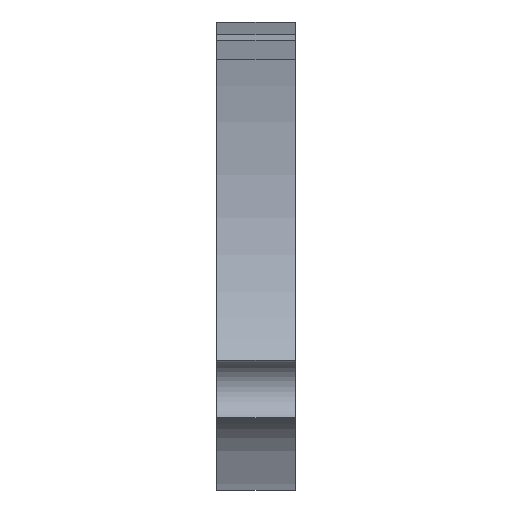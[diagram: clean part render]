
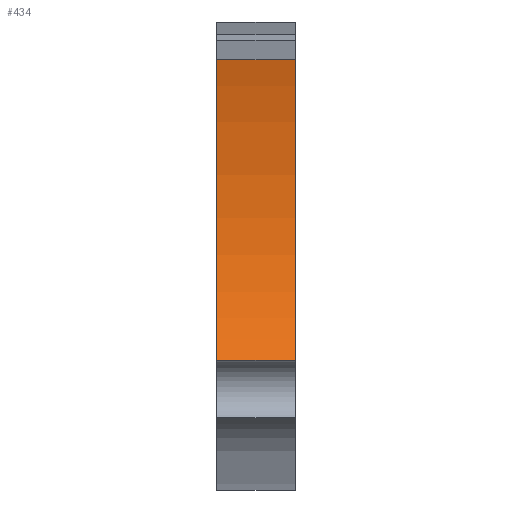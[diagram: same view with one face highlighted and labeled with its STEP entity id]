
A CAD part, front view. The second image highlights one B-rep face of the part: STEP entity #434.
In plain terms, the highlighted free-form (B-spline) face has degree [3, 1] with [9, 2] control points.
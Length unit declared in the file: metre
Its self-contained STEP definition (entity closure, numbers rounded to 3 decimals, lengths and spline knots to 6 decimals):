
#20=B_SPLINE_SURFACE_WITH_KNOTS('',3,1,((#874,#875),(#876,#877),(#878,#879),
(#880,#881),(#882,#883),(#884,#885),(#886,#887),(#888,#889),(#890,#891)),
 .UNSPECIFIED.,.F.,.F.,.F.,(4,1,1,1,1,1,4),(2,2),(0.005078,0.012394,
0.019709,0.03434,0.063603,0.092866,
0.122128),(0.,0.48),.UNSPECIFIED.);
#31=B_SPLINE_CURVE_WITH_KNOTS('',3,(#616,#617,#618,#619,#620,#621,#622,
#623,#624),.UNSPECIFIED.,.F.,.F.,(4,1,1,1,1,1,4),(0.005078,0.012394,
0.019709,0.03434,0.063603,0.092866,
0.122128),.UNSPECIFIED.);
#41=B_SPLINE_CURVE_WITH_KNOTS('',3,(#824,#825,#826,#827,#828,#829,#830,
#831,#832),.UNSPECIFIED.,.F.,.F.,(4,1,1,1,1,1,4),(0.005078,0.012394,
0.019709,0.03434,0.063603,0.092866,
0.122128),.UNSPECIFIED.);
#70=FACE_OUTER_BOUND('',#95,.T.);
#95=EDGE_LOOP('',(#388,#389,#390,#391));
#111=LINE('',#573,#146);
#142=LINE('',#873,#177);
#146=VECTOR('',#484,1.);
#177=VECTOR('',#561,1.);
#181=VERTEX_POINT('',#571);
#182=VERTEX_POINT('',#572);
#194=VERTEX_POINT('',#615);
#219=VERTEX_POINT('',#819);
#223=EDGE_CURVE('',#181,#182,#111,.T.);
#236=EDGE_CURVE('',#181,#194,#31,.T.);
#277=EDGE_CURVE('',#182,#219,#41,.T.);
#282=EDGE_CURVE('',#194,#219,#142,.T.);
#388=ORIENTED_EDGE('',*,*,#223,.T.);
#389=ORIENTED_EDGE('',*,*,#277,.T.);
#390=ORIENTED_EDGE('',*,*,#282,.F.);
#391=ORIENTED_EDGE('',*,*,#236,.F.);
#434=ADVANCED_FACE('',(#70),#20,.F.);
#484=DIRECTION('',(1.,0.,0.));
#561=DIRECTION('',(1.,0.,0.));
#571=CARTESIAN_POINT('',(0.023,-0.113765,0.006084));
#572=CARTESIAN_POINT('',(0.027,-0.113765,0.006084));
#573=CARTESIAN_POINT('',(-0.626002,-0.113765,0.006084));
#615=CARTESIAN_POINT('',(0.023,-0.069196,0.021376));
#616=CARTESIAN_POINT('Ctrl Pts',(0.023,-0.113765,
0.006084));
#617=CARTESIAN_POINT('Ctrl Pts',(0.023,-0.113441,
0.00662));
#618=CARTESIAN_POINT('Ctrl Pts',(0.023,-0.112578,
0.007673));
#619=CARTESIAN_POINT('Ctrl Pts',(0.023,-0.110465,
0.009612));
#620=CARTESIAN_POINT('Ctrl Pts',(0.023,-0.105609,
0.012756));
#621=CARTESIAN_POINT('Ctrl Pts',(0.023,-0.096621,
0.016319));
#622=CARTESIAN_POINT('Ctrl Pts',(0.023,-0.083739,
0.019413));
#623=CARTESIAN_POINT('Ctrl Pts',(0.023,-0.074166,
0.020815));
#624=CARTESIAN_POINT('Ctrl Pts',(0.023,-0.069196,
0.021376));
#819=CARTESIAN_POINT('',(0.027,-0.069196,0.021376));
#824=CARTESIAN_POINT('Ctrl Pts',(0.027,-0.113765,0.006084));
#825=CARTESIAN_POINT('Ctrl Pts',(0.027,-0.113441,0.00662));
#826=CARTESIAN_POINT('Ctrl Pts',(0.027,-0.112578,0.007673));
#827=CARTESIAN_POINT('Ctrl Pts',(0.027,-0.110465,0.009612));
#828=CARTESIAN_POINT('Ctrl Pts',(0.027,-0.105609,0.012756));
#829=CARTESIAN_POINT('Ctrl Pts',(0.027,-0.096621,0.016319));
#830=CARTESIAN_POINT('Ctrl Pts',(0.027,-0.083739,0.019413));
#831=CARTESIAN_POINT('Ctrl Pts',(0.027,-0.074166,0.020815));
#832=CARTESIAN_POINT('Ctrl Pts',(0.027,-0.069196,0.021376));
#873=CARTESIAN_POINT('',(-0.626002,-0.069196,0.021376));
#874=CARTESIAN_POINT('Ctrl Pts',(0.023,-0.113765,
0.006084));
#875=CARTESIAN_POINT('Ctrl Pts',(0.0278,-0.113765,0.006084));
#876=CARTESIAN_POINT('Ctrl Pts',(0.023,-0.113441,
0.00662));
#877=CARTESIAN_POINT('Ctrl Pts',(0.0278,-0.113441,0.00662));
#878=CARTESIAN_POINT('Ctrl Pts',(0.023,-0.112578,
0.007673));
#879=CARTESIAN_POINT('Ctrl Pts',(0.0278,-0.112578,0.007673));
#880=CARTESIAN_POINT('Ctrl Pts',(0.023,-0.110465,
0.009612));
#881=CARTESIAN_POINT('Ctrl Pts',(0.0278,-0.110465,0.009612));
#882=CARTESIAN_POINT('Ctrl Pts',(0.023,-0.105609,
0.012756));
#883=CARTESIAN_POINT('Ctrl Pts',(0.0278,-0.105609,0.012756));
#884=CARTESIAN_POINT('Ctrl Pts',(0.023,-0.096621,
0.016319));
#885=CARTESIAN_POINT('Ctrl Pts',(0.0278,-0.096621,0.016319));
#886=CARTESIAN_POINT('Ctrl Pts',(0.023,-0.083739,
0.019413));
#887=CARTESIAN_POINT('Ctrl Pts',(0.0278,-0.083739,0.019413));
#888=CARTESIAN_POINT('Ctrl Pts',(0.023,-0.074166,
0.020815));
#889=CARTESIAN_POINT('Ctrl Pts',(0.0278,-0.074166,0.020815));
#890=CARTESIAN_POINT('Ctrl Pts',(0.023,-0.069196,
0.021376));
#891=CARTESIAN_POINT('Ctrl Pts',(0.0278,-0.069196,0.021376));
